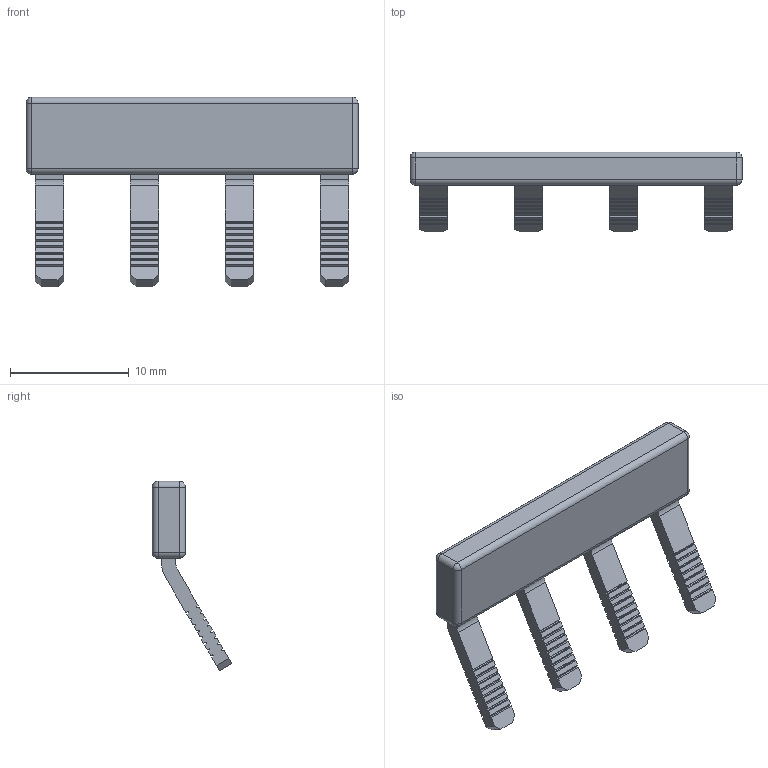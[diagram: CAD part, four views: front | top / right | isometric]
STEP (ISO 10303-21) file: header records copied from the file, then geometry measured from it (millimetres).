
FILE_DESCRIPTION (( 'STEP AP203' ), '1' );
FILE_NAME ('YCT14-00-K03-004-EC-4P Ïåðåìû÷êà ãðåáåí÷àòàÿ äëÿ êîëîäêè êëåììíîé CTS-F 4ìì2 4PIN IEK.STEP', '2025-03-17T17:40:29', ( '' ), ( '' ), 'SwSTEP 2.0', 'SolidWorks 2022', '' );
FILE_SCHEMA (( 'CONFIG_CONTROL_DESIGN' ));
Length unit declared in the file: millimetre
Products named in the file (1): YCT14-00-K03-004-EC-4P Перемычка гребенчатая для колодки клеммной CTS-F 4мм2 4PIN IEK
Bounding box: 28 x 6.72 x 16 mm (x, y, z)
Volume: 617 mm3; surface area: 860 mm2
Topology: 1 solids, 1 shells, 358 faces, 1040 edges, 680 vertices
Faces by surface type: plane 234, cylinder 116, sphere 8
Entity records: 11773 total; most frequent: CARTESIAN_POINT 2071, ORIENTED_EDGE 2064, DIRECTION 1982, EDGE_CURVE 1032, LINE 800, VECTOR 800, VERTEX_POINT 680, AXIS2_PLACEMENT_3D 591
